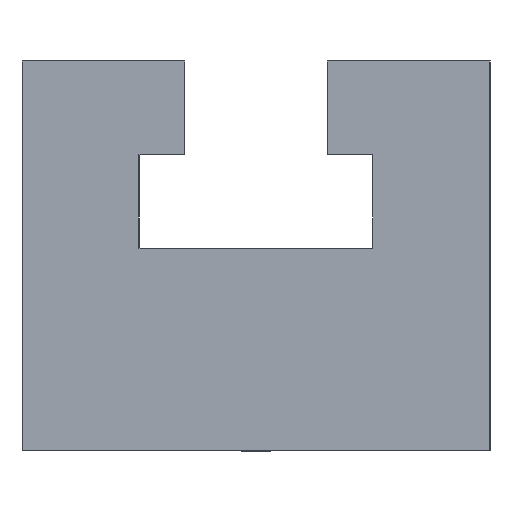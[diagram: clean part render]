
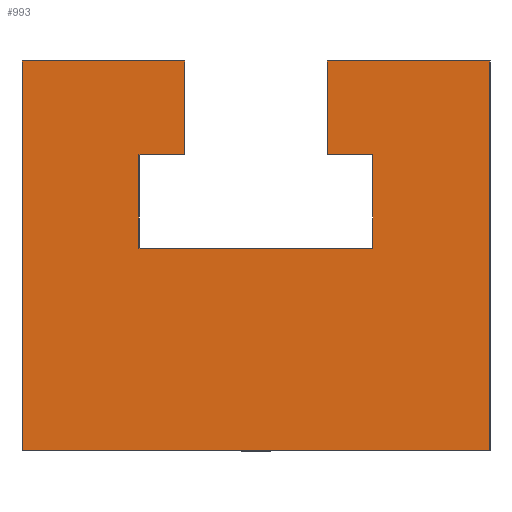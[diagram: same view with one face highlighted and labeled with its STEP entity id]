
A CAD part, left-side view. The second image highlights one B-rep face of the part: STEP entity #993.
In plain terms, the highlighted planar face has unit normal (-1, 0, 0).
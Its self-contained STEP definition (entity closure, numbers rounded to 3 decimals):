
#401=EDGE_CURVE('',#431,#575,#1157,.T.);
#413=VERTEX_POINT('',#1169);
#417=EDGE_CURVE('',#531,#961,#1173,.T.);
#421=EDGE_CURVE('',#783,#431,#1178,.T.);
#431=VERTEX_POINT('',#1189);
#443=VERTEX_POINT('',#1202);
#445=VERTEX_POINT('',#1204);
#509=EDGE_CURVE('',#575,#1093,#1273,.T.);
#531=VERTEX_POINT('',#1296);
#559=EDGE_CURVE('',#589,#979,#1333,.T.);
#575=VERTEX_POINT('',#1355);
#589=VERTEX_POINT('',#1369);
#607=EDGE_CURVE('',#987,#589,#1387,.T.);
#663=EDGE_CURVE('',#413,#443,#1446,.T.);
#783=VERTEX_POINT('',#1585);
#799=EDGE_CURVE('',#445,#413,#1602,.T.);
#801=EDGE_CURVE('',#979,#531,#1604,.T.);
#871=EDGE_CURVE('',#443,#783,#1684,.T.);
#961=VERTEX_POINT('',#1781);
#979=VERTEX_POINT('',#1800);
#987=VERTEX_POINT('',#1809);
#993=ADVANCED_FACE('',(#1816),#1817,.F.);
#1047=EDGE_CURVE('',#961,#445,#1879,.T.);
#1093=VERTEX_POINT('',#1930);
#1103=EDGE_CURVE('',#1093,#987,#1942,.T.);
#1157=LINE('',#1989,#1990);
#1169=CARTESIAN_POINT('',(-150.0,9.15,50.0));
#1173=LINE('',#2012,#2013);
#1178=LINE('',#2019,#2020);
#1189=CARTESIAN_POINT('',(-150.0,15.0,26.0));
#1202=CARTESIAN_POINT('',(-150.0,9.15,38.0));
#1204=CARTESIAN_POINT('',(-150.0,30.0,50.0));
#1273=LINE('',#2144,#2145);
#1296=CARTESIAN_POINT('',(-150.0,-30.0,0.0));
#1333=LINE('',#2227,#2228);
#1355=CARTESIAN_POINT('',(-150.0,-15.0,26.0));
#1369=CARTESIAN_POINT('',(-150.0,-9.15,50.0));
#1387=LINE('',#2300,#2301);
#1446=LINE('',#2382,#2383);
#1585=CARTESIAN_POINT('',(-150.0,15.0,38.0));
#1602=LINE('',#2595,#2596);
#1604=LINE('',#2599,#2600);
#1684=LINE('',#2718,#2719);
#1781=CARTESIAN_POINT('',(-150.0,30.0,0.0));
#1800=CARTESIAN_POINT('',(-150.0,-30.0,50.0));
#1809=CARTESIAN_POINT('',(-150.0,-9.15,38.0));
#1816=FACE_OUTER_BOUND('',#2887,.T.);
#1817=PLANE('',#2888);
#1879=LINE('',#2967,#2968);
#1930=CARTESIAN_POINT('',(-150.0,-15.0,38.0));
#1942=LINE('',#3048,#3049);
#1989=CARTESIAN_POINT('',(-150.0,15.0,26.0));
#1990=VECTOR('',#3107,1.0);
#2012=CARTESIAN_POINT('',(-150.0,-30.0,0.0));
#2013=VECTOR('',#3123,1.0);
#2019=CARTESIAN_POINT('',(-150.0,15.0,38.0));
#2020=VECTOR('',#3132,1.0);
#2144=CARTESIAN_POINT('',(-150.0,-15.0,26.0));
#2145=VECTOR('',#3230,1.0);
#2227=CARTESIAN_POINT('',(-150.0,-9.15,50.0));
#2228=VECTOR('',#3293,1.0);
#2300=CARTESIAN_POINT('',(-150.0,-9.15,38.0));
#2301=VECTOR('',#3359,1.0);
#2382=CARTESIAN_POINT('',(-150.0,9.15,50.0));
#2383=VECTOR('',#3406,1.0);
#2595=CARTESIAN_POINT('',(-150.0,30.0,50.0));
#2596=VECTOR('',#3608,1.0);
#2599=CARTESIAN_POINT('',(-150.0,-30.0,50.0));
#2600=VECTOR('',#3609,1.0);
#2718=CARTESIAN_POINT('',(-150.0,9.15,38.0));
#2719=VECTOR('',#3716,1.0);
#2887=EDGE_LOOP('',(#3841,#3842,#3843,#3844,#3845,#3846,#3847,#3848,#3849,#3850,#3851,#3852));
#2888=AXIS2_PLACEMENT_3D('',#3853,#3854,#3855);
#2967=CARTESIAN_POINT('',(-150.0,30.0,0.0));
#2968=VECTOR('',#3942,1.0);
#3048=CARTESIAN_POINT('',(-150.0,-15.0,38.0));
#3049=VECTOR('',#4026,1.0);
#3107=DIRECTION('',(0.0,-1.0,0.0));
#3123=DIRECTION('',(0.0,1.0,0.0));
#3132=DIRECTION('',(0.0,0.0,-1.0));
#3230=DIRECTION('',(0.0,0.0,1.0));
#3293=DIRECTION('',(0.0,-1.0,0.0));
#3359=DIRECTION('',(0.0,0.0,1.0));
#3406=DIRECTION('',(0.0,0.0,-1.0));
#3608=DIRECTION('',(0.0,-1.0,0.0));
#3609=DIRECTION('',(0.0,0.0,-1.0));
#3716=DIRECTION('',(0.0,1.0,0.0));
#3841=ORIENTED_EDGE('',*,*,#1047,.F.);
#3842=ORIENTED_EDGE('',*,*,#417,.F.);
#3843=ORIENTED_EDGE('',*,*,#801,.F.);
#3844=ORIENTED_EDGE('',*,*,#559,.F.);
#3845=ORIENTED_EDGE('',*,*,#607,.F.);
#3846=ORIENTED_EDGE('',*,*,#1103,.F.);
#3847=ORIENTED_EDGE('',*,*,#509,.F.);
#3848=ORIENTED_EDGE('',*,*,#401,.F.);
#3849=ORIENTED_EDGE('',*,*,#421,.F.);
#3850=ORIENTED_EDGE('',*,*,#871,.F.);
#3851=ORIENTED_EDGE('',*,*,#663,.F.);
#3852=ORIENTED_EDGE('',*,*,#799,.F.);
#3853=CARTESIAN_POINT('',(-150.0,0.0,26.196));
#3854=DIRECTION('',(1.0,0.0,0.0));
#3855=DIRECTION('',(0.0,1.0,0.0));
#3942=DIRECTION('',(0.0,0.0,1.0));
#4026=DIRECTION('',(0.0,1.0,0.0));
